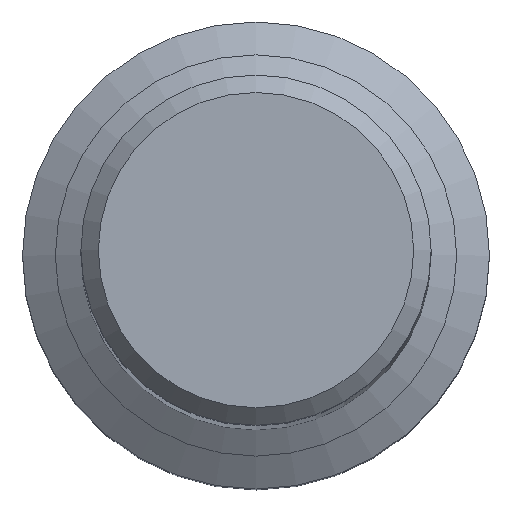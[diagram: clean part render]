
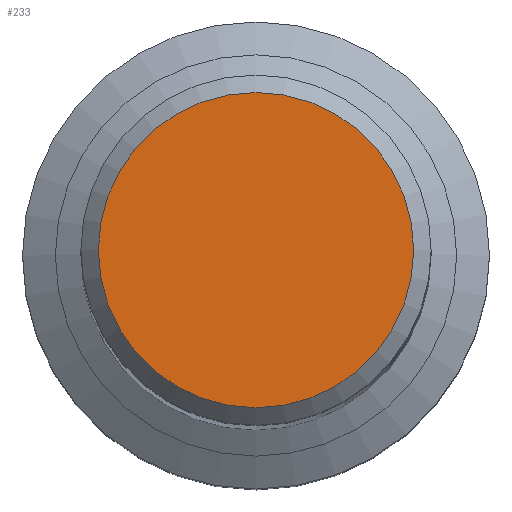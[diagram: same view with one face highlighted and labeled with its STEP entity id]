
A CAD part, top view. The second image highlights one B-rep face of the part: STEP entity #233.
In plain terms, the highlighted planar face has unit normal (0, 0, 1).
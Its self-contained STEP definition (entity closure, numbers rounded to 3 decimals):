
#193 = VERTEX_POINT('', #194);
#194 = CARTESIAN_POINT('', (-4.05, 0., 0.));
#200 = EDGE_CURVE('', #193, #193, #201, .T.);
#201 = CIRCLE('', #202, 4.05);
#202 = AXIS2_PLACEMENT_3D('', #203, #204, #205);
#203 = CARTESIAN_POINT('', (0., 0., 0.));
#204 = DIRECTION('', (0., 0., -1.));
#205 = DIRECTION('', (-1., 0., 0.));
#233 = ADVANCED_FACE('', (#234), #237, .T.);
#234 = FACE_OUTER_BOUND('', #235, .T.);
#235 = EDGE_LOOP('', (#236));
#236 = ORIENTED_EDGE('', *, *, #200, .F.);
#237 = PLANE('', #238);
#238 = AXIS2_PLACEMENT_3D('', #239, #240, #241);
#239 = CARTESIAN_POINT('', (6.3, -6.3, 0.));
#240 = DIRECTION('', (0., 0., 1.));
#241 = DIRECTION('', (0., 1., 0.));
